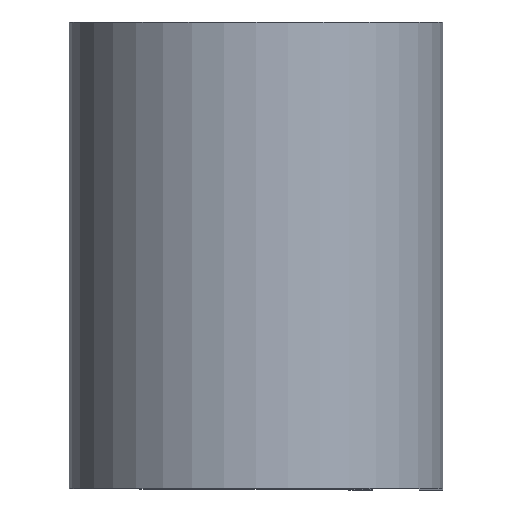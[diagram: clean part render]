
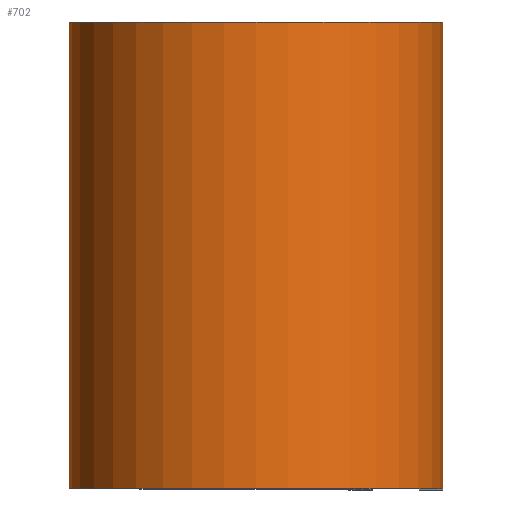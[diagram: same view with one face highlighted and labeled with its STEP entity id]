
A CAD part, top view. The second image highlights one B-rep face of the part: STEP entity #702.
In plain terms, the highlighted cylindrical face has radius 6.363 mm (diameter 12.725 mm), a partial arc.
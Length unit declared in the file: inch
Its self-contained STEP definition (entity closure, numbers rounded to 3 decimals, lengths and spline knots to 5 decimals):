
#6 = CARTESIAN_POINT ( 'NONE',  ( 0., 0.3125, 0. ) ) ;
#7 = EDGE_CURVE ( 'NONE', #674, #521, #728, .T. ) ;
#11 = DIRECTION ( 'NONE',  ( 0., -1., 0. ) ) ;
#19 = CARTESIAN_POINT ( 'NONE',  ( 0., -0.3125, -0.2505 ) ) ;
#23 = EDGE_CURVE ( 'NONE', #674, #689, #257, .T. ) ;
#45 = DIRECTION ( 'NONE',  ( 0., 0., -1. ) ) ;
#47 = CARTESIAN_POINT ( 'NONE',  ( 0., 0.3125, -0.2505 ) ) ;
#50 = VERTEX_POINT ( 'NONE', #147 ) ;
#103 = DIRECTION ( 'NONE',  ( 0., -1., 0. ) ) ;
#111 = VECTOR ( 'NONE', #246, 39.37008 ) ;
#147 = CARTESIAN_POINT ( 'NONE',  ( 0.2505, -0.3125, 0. ) ) ;
#173 = AXIS2_PLACEMENT_3D ( 'NONE', #6, #11, #45 ) ;
#183 = CARTESIAN_POINT ( 'NONE',  ( 0.2505, 0.3125, 0. ) ) ;
#191 = EDGE_LOOP ( 'NONE', ( #625, #632, #415, #589 ) ) ;
#218 = CARTESIAN_POINT ( 'NONE',  ( 0., 0.3125, -0.2505 ) ) ;
#246 = DIRECTION ( 'NONE',  ( 0., -1., 0. ) ) ;
#257 = LINE ( 'NONE', #218, #111 ) ;
#265 = AXIS2_PLACEMENT_3D ( 'NONE', #321, #485, #444 ) ;
#321 = CARTESIAN_POINT ( 'NONE',  ( 0., -0.3125, 0. ) ) ;
#367 = DIRECTION ( 'NONE',  ( 1., 0., 0. ) ) ;
#415 = ORIENTED_EDGE ( 'NONE', *, *, #7, .F. ) ;
#420 = AXIS2_PLACEMENT_3D ( 'NONE', #535, #523, #367 ) ;
#444 = DIRECTION ( 'NONE',  ( 1., 0., 0. ) ) ;
#476 = CIRCLE ( 'NONE', #265, 0.2505 ) ;
#485 = DIRECTION ( 'NONE',  ( 0., 1., 0. ) ) ;
#501 = LINE ( 'NONE', #183, #546 ) ;
#521 = VERTEX_POINT ( 'NONE', #679 ) ;
#523 = DIRECTION ( 'NONE',  ( 0., 1., 0. ) ) ;
#535 = CARTESIAN_POINT ( 'NONE',  ( 0., 0.3125, 0. ) ) ;
#546 = VECTOR ( 'NONE', #103, 39.37008 ) ;
#568 = FACE_OUTER_BOUND ( 'NONE', #191, .T. ) ;
#578 = EDGE_CURVE ( 'NONE', #689, #50, #476, .T. ) ;
#583 = CYLINDRICAL_SURFACE ( 'NONE', #173, 0.2505 ) ;
#589 = ORIENTED_EDGE ( 'NONE', *, *, #23, .T. ) ;
#625 = ORIENTED_EDGE ( 'NONE', *, *, #578, .T. ) ;
#632 = ORIENTED_EDGE ( 'NONE', *, *, #642, .F. ) ;
#642 = EDGE_CURVE ( 'NONE', #521, #50, #501, .T. ) ;
#674 = VERTEX_POINT ( 'NONE', #47 ) ;
#679 = CARTESIAN_POINT ( 'NONE',  ( 0.2505, 0.3125, 0. ) ) ;
#689 = VERTEX_POINT ( 'NONE', #19 ) ;
#702 = ADVANCED_FACE ( 'NONE', ( #568 ), #583, .T. ) ;
#728 = CIRCLE ( 'NONE', #420, 0.2505 ) ;
